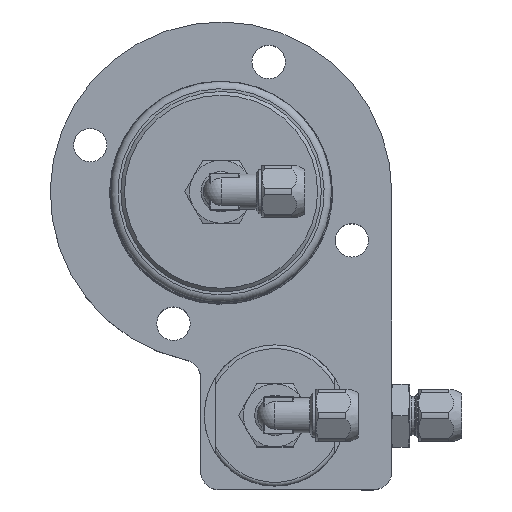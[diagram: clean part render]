
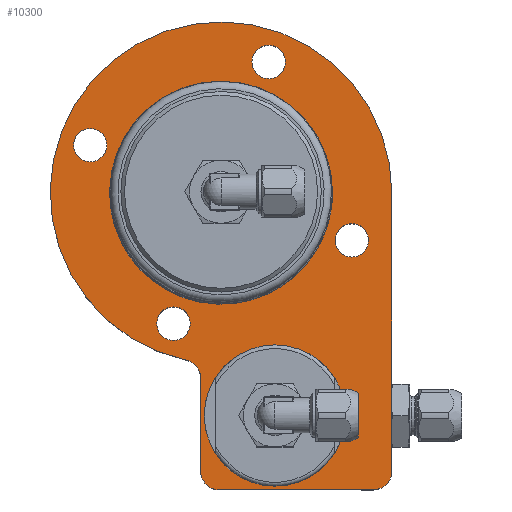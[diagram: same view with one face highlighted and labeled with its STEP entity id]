
A CAD part, top view. The second image highlights one B-rep face of the part: STEP entity #10300.
In plain terms, the highlighted planar face has unit normal (0, 0, 1).
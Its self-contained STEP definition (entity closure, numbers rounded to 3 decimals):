
#734=FACE_BOUND('',#1781,.T.);
#735=FACE_BOUND('',#1782,.T.);
#736=FACE_BOUND('',#1783,.T.);
#737=FACE_BOUND('',#1784,.T.);
#738=FACE_BOUND('',#1785,.T.);
#739=FACE_BOUND('',#1786,.T.);
#798=PLANE('',#11062);
#1256=FACE_OUTER_BOUND('',#1780,.T.);
#1780=EDGE_LOOP('',(#8519,#8520,#8521,#8522,#8523,#8524,#8525));
#1781=EDGE_LOOP('',(#8526,#8527,#8528,#8529,#8530,#8531,#8532,#8533,#8534));
#1782=EDGE_LOOP('',(#8535));
#1783=EDGE_LOOP('',(#8536));
#1784=EDGE_LOOP('',(#8537));
#1785=EDGE_LOOP('',(#8538));
#1786=EDGE_LOOP('',(#8539));
#2298=LINE('',#23440,#2778);
#2300=LINE('',#23446,#2780);
#2321=LINE('',#23552,#2801);
#2778=VECTOR('',#12676,10.);
#2780=VECTOR('',#12680,10.);
#2801=VECTOR('',#12803,10.);
#3271=CIRCLE('',#11011,9.);
#3274=CIRCLE('',#11016,9.);
#3277=CIRCLE('',#11021,9.);
#3279=CIRCLE('',#11024,30.);
#3280=CIRCLE('',#11025,30.);
#3281=CIRCLE('',#11026,30.);
#3283=CIRCLE('',#11028,30.);
#3284=CIRCLE('',#11029,30.);
#3286=CIRCLE('',#11033,9.);
#3287=CIRCLE('',#11035,5.);
#3296=CIRCLE('',#11046,4.5);
#3297=CIRCLE('',#11048,4.5);
#3298=CIRCLE('',#11050,4.5);
#3300=CIRCLE('',#11054,4.5);
#3301=CIRCLE('',#11056,5.);
#3303=CIRCLE('',#11061,5.);
#3304=CIRCLE('',#11063,46.);
#3305=CIRCLE('',#11064,19.);
#4473=VERTEX_POINT('',#23434);
#4475=VERTEX_POINT('',#23438);
#4476=VERTEX_POINT('',#23442);
#4478=VERTEX_POINT('',#23445);
#4482=VERTEX_POINT('',#23456);
#4483=VERTEX_POINT('',#23458);
#4486=VERTEX_POINT('',#23467);
#4487=VERTEX_POINT('',#23469);
#4490=VERTEX_POINT('',#23478);
#4491=VERTEX_POINT('',#23480);
#4493=VERTEX_POINT('',#23486);
#4494=VERTEX_POINT('',#23490);
#4497=VERTEX_POINT('',#23496);
#4505=VERTEX_POINT('',#23524);
#4506=VERTEX_POINT('',#23528);
#4507=VERTEX_POINT('',#23532);
#4509=VERTEX_POINT('',#23540);
#4510=VERTEX_POINT('',#23544);
#4511=VERTEX_POINT('',#23546);
#4512=VERTEX_POINT('',#23550);
#4514=VERTEX_POINT('',#23560);
#5834=EDGE_CURVE('',#4473,#4475,#2298,.T.);
#5836=EDGE_CURVE('',#4478,#4476,#2300,.T.);
#5842=EDGE_CURVE('',#4482,#4483,#3271,.T.);
#5847=EDGE_CURVE('',#4486,#4487,#3274,.T.);
#5852=EDGE_CURVE('',#4490,#4491,#3277,.T.);
#5856=EDGE_CURVE('',#4486,#4493,#3279,.T.);
#5857=EDGE_CURVE('',#4482,#4487,#3280,.T.);
#5858=EDGE_CURVE('',#4494,#4483,#3281,.T.);
#5862=EDGE_CURVE('',#4490,#4497,#3283,.T.);
#5863=EDGE_CURVE('',#4493,#4491,#3284,.T.);
#5865=EDGE_CURVE('',#4494,#4497,#3286,.T.);
#5866=EDGE_CURVE('',#4473,#4476,#3287,.T.);
#5877=EDGE_CURVE('',#4505,#4505,#3296,.T.);
#5879=EDGE_CURVE('',#4506,#4506,#3297,.T.);
#5881=EDGE_CURVE('',#4507,#4507,#3298,.T.);
#5885=EDGE_CURVE('',#4509,#4509,#3300,.T.);
#5887=EDGE_CURVE('',#4510,#4511,#3301,.T.);
#5890=EDGE_CURVE('',#4510,#4512,#2321,.T.);
#5892=EDGE_CURVE('',#4478,#4512,#3303,.T.);
#5893=EDGE_CURVE('',#4475,#4511,#3304,.T.);
#5894=EDGE_CURVE('',#4514,#4514,#3305,.T.);
#8519=ORIENTED_EDGE('',*,*,#5893,.T.);
#8520=ORIENTED_EDGE('',*,*,#5887,.F.);
#8521=ORIENTED_EDGE('',*,*,#5890,.T.);
#8522=ORIENTED_EDGE('',*,*,#5892,.F.);
#8523=ORIENTED_EDGE('',*,*,#5836,.T.);
#8524=ORIENTED_EDGE('',*,*,#5866,.F.);
#8525=ORIENTED_EDGE('',*,*,#5834,.T.);
#8526=ORIENTED_EDGE('',*,*,#5857,.T.);
#8527=ORIENTED_EDGE('',*,*,#5847,.F.);
#8528=ORIENTED_EDGE('',*,*,#5856,.T.);
#8529=ORIENTED_EDGE('',*,*,#5863,.T.);
#8530=ORIENTED_EDGE('',*,*,#5852,.F.);
#8531=ORIENTED_EDGE('',*,*,#5862,.T.);
#8532=ORIENTED_EDGE('',*,*,#5865,.F.);
#8533=ORIENTED_EDGE('',*,*,#5858,.T.);
#8534=ORIENTED_EDGE('',*,*,#5842,.F.);
#8535=ORIENTED_EDGE('',*,*,#5877,.T.);
#8536=ORIENTED_EDGE('',*,*,#5879,.T.);
#8537=ORIENTED_EDGE('',*,*,#5881,.T.);
#8538=ORIENTED_EDGE('',*,*,#5885,.T.);
#8539=ORIENTED_EDGE('',*,*,#5894,.T.);
#10300=ADVANCED_FACE('',(#1256,#734,#735,#736,#737,#738,#739),#798,.T.);
#11011=AXIS2_PLACEMENT_3D('',#23459,#12692,#12693);
#11016=AXIS2_PLACEMENT_3D('',#23470,#12704,#12705);
#11021=AXIS2_PLACEMENT_3D('',#23481,#12716,#12717);
#11024=AXIS2_PLACEMENT_3D('',#23488,#12724,#12725);
#11025=AXIS2_PLACEMENT_3D('',#23489,#12726,#12727);
#11026=AXIS2_PLACEMENT_3D('',#23491,#12728,#12729);
#11028=AXIS2_PLACEMENT_3D('',#23498,#12734,#12735);
#11029=AXIS2_PLACEMENT_3D('',#23499,#12736,#12737);
#11033=AXIS2_PLACEMENT_3D('',#23503,#12744,#12745);
#11035=AXIS2_PLACEMENT_3D('',#23505,#12748,#12749);
#11046=AXIS2_PLACEMENT_3D('',#23526,#12772,#12773);
#11048=AXIS2_PLACEMENT_3D('',#23530,#12777,#12778);
#11050=AXIS2_PLACEMENT_3D('',#23534,#12782,#12783);
#11054=AXIS2_PLACEMENT_3D('',#23542,#12792,#12793);
#11056=AXIS2_PLACEMENT_3D('',#23547,#12797,#12798);
#11061=AXIS2_PLACEMENT_3D('',#23557,#12810,#12811);
#11062=AXIS2_PLACEMENT_3D('',#23558,#12812,#12813);
#11063=AXIS2_PLACEMENT_3D('',#23559,#12814,#12815);
#11064=AXIS2_PLACEMENT_3D('',#23561,#12816,#12817);
#12676=DIRECTION('',(0.,1.,0.));
#12680=DIRECTION('',(1.,0.,0.));
#12692=DIRECTION('center_axis',(0.,0.,
-1.));
#12693=DIRECTION('ref_axis',(0.,-1.,0.));
#12704=DIRECTION('center_axis',(0.,0.,
-1.));
#12705=DIRECTION('ref_axis',(-1.,0.,0.));
#12716=DIRECTION('center_axis',(0.,0.,
-1.));
#12717=DIRECTION('ref_axis',(0.,1.,0.));
#12724=DIRECTION('center_axis',(0.,0.,
-1.));
#12725=DIRECTION('ref_axis',(-1.,0.,0.));
#12726=DIRECTION('center_axis',(0.,0.,
-1.));
#12727=DIRECTION('ref_axis',(-1.,0.,0.));
#12728=DIRECTION('center_axis',(0.,0.,
-1.));
#12729=DIRECTION('ref_axis',(-1.,0.,0.));
#12734=DIRECTION('center_axis',(0.,0.,
-1.));
#12735=DIRECTION('ref_axis',(-1.,0.,0.));
#12736=DIRECTION('center_axis',(0.,0.,
-1.));
#12737=DIRECTION('ref_axis',(-1.,0.,0.));
#12744=DIRECTION('center_axis',(0.,0.,
-1.));
#12745=DIRECTION('ref_axis',(1.,0.,0.));
#12748=DIRECTION('center_axis',(0.,0.,
-1.));
#12749=DIRECTION('ref_axis',(0.707,-0.707,0.));
#12772=DIRECTION('center_axis',(0.,0.,
-1.));
#12773=DIRECTION('ref_axis',(0.,1.,0.));
#12777=DIRECTION('center_axis',(0.,0.,
-1.));
#12778=DIRECTION('ref_axis',(1.,0.,0.));
#12782=DIRECTION('center_axis',(0.,0.,
-1.));
#12783=DIRECTION('ref_axis',(0.,-1.,0.));
#12792=DIRECTION('center_axis',(0.,0.,
-1.));
#12793=DIRECTION('ref_axis',(-1.,0.,0.));
#12797=DIRECTION('center_axis',(0.,0.,
1.));
#12798=DIRECTION('ref_axis',(0.776,0.63,0.));
#12803=DIRECTION('',(0.,-1.,0.));
#12810=DIRECTION('center_axis',(0.,0.,
-1.));
#12811=DIRECTION('ref_axis',(-0.707,-0.707,0.));
#12812=DIRECTION('center_axis',(0.,0.,
1.));
#12813=DIRECTION('ref_axis',(1.,0.,0.));
#12814=DIRECTION('center_axis',(0.,0.,
1.));
#12815=DIRECTION('ref_axis',(1.,0.,0.));
#12816=DIRECTION('center_axis',(0.,0.,
-1.));
#12817=DIRECTION('ref_axis',(-1.,0.,0.));
#23434=CARTESIAN_POINT('',(57.916,-27.902,60.113));
#23438=CARTESIAN_POINT('',(57.916,47.098,60.113));
#23440=CARTESIAN_POINT('',(57.916,-32.902,60.113));
#23442=CARTESIAN_POINT('',(52.916,-32.902,60.113));
#23445=CARTESIAN_POINT('',(11.416,-32.902,60.113));
#23446=CARTESIAN_POINT('',(6.416,-32.902,60.113));
#23456=CARTESIAN_POINT('',(-14.447,61.415,60.113));
#23458=CARTESIAN_POINT('',(-17.482,53.076,60.113));
#23459=CARTESIAN_POINT('Origin',(-23.322,59.923,60.113));
#23467=CARTESIAN_POINT('',(26.234,73.461,60.113));
#23469=CARTESIAN_POINT('',(17.894,76.496,60.113));
#23470=CARTESIAN_POINT('Origin',(24.742,82.336,60.113));
#23478=CARTESIAN_POINT('',(38.279,32.78,60.113));
#23480=CARTESIAN_POINT('',(41.314,41.12,60.113));
#23481=CARTESIAN_POINT('Origin',(47.154,34.272,60.113));
#23486=CARTESIAN_POINT('',(41.916,47.098,60.113));
#23488=CARTESIAN_POINT('Origin',(11.916,47.098,60.113));
#23489=CARTESIAN_POINT('Origin',(11.916,47.098,60.113));
#23490=CARTESIAN_POINT('',(-2.402,20.735,60.113));
#23491=CARTESIAN_POINT('Origin',(11.916,47.098,60.113));
#23496=CARTESIAN_POINT('',(5.938,17.699,60.113));
#23498=CARTESIAN_POINT('Origin',(11.916,47.098,60.113));
#23499=CARTESIAN_POINT('Origin',(11.916,47.098,60.113));
#23503=CARTESIAN_POINT('Origin',(-0.91,11.859,60.113));
#23505=CARTESIAN_POINT('Origin',(52.916,-27.902,60.113));
#23524=CARTESIAN_POINT('',(-23.322,55.423,60.113));
#23526=CARTESIAN_POINT('Origin',(-23.322,59.923,60.113));
#23528=CARTESIAN_POINT('',(20.242,82.336,60.113));
#23530=CARTESIAN_POINT('Origin',(24.742,82.336,60.113));
#23532=CARTESIAN_POINT('',(47.154,38.772,60.113));
#23534=CARTESIAN_POINT('Origin',(47.154,34.272,60.113));
#23540=CARTESIAN_POINT('',(3.59,11.859,60.113));
#23542=CARTESIAN_POINT('Origin',(-0.91,11.859,60.113));
#23544=CARTESIAN_POINT('',(6.416,-2.81,60.113));
#23546=CARTESIAN_POINT('',(2.445,2.083,60.113));
#23547=CARTESIAN_POINT('Origin',(1.416,-2.81,60.113));
#23550=CARTESIAN_POINT('',(6.416,-27.902,60.113));
#23552=CARTESIAN_POINT('',(6.416,1.428,60.113));
#23557=CARTESIAN_POINT('Origin',(11.416,-27.902,60.113));
#23558=CARTESIAN_POINT('Origin',(21.039,23.351,60.113));
#23559=CARTESIAN_POINT('Origin',(11.916,47.098,60.113));
#23560=CARTESIAN_POINT('',(45.416,-12.902,60.113));
#23561=CARTESIAN_POINT('Origin',(26.416,-12.902,60.113));
